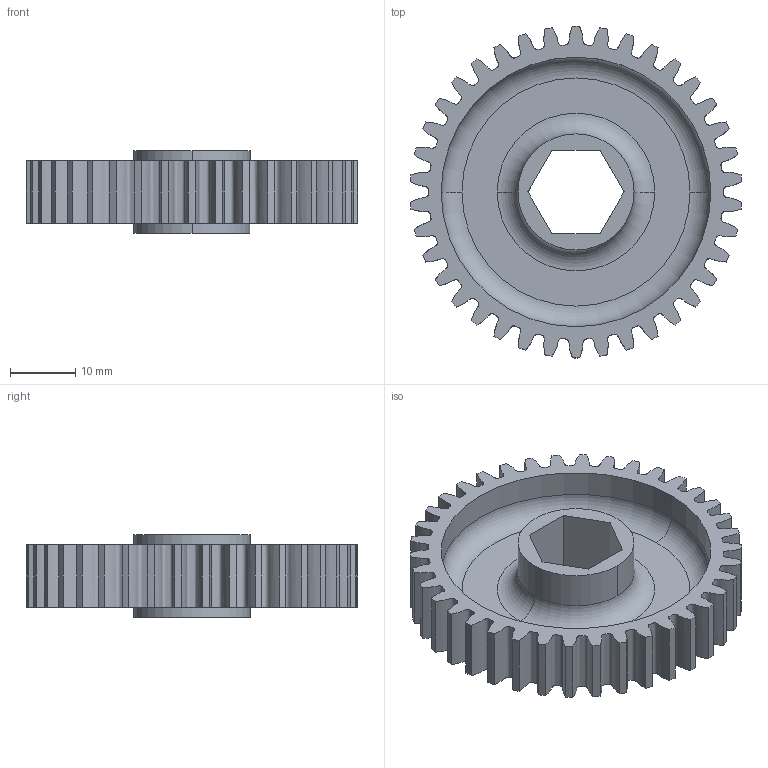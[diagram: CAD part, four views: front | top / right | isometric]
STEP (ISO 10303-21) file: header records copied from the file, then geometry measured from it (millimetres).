
FILE_DESCRIPTION (( 'STEP AP214' ), '1' );
FILE_NAME ('WCP-0556 Rev1.step', '2022-12-20T22:45:49', ( '' ), ( '' ), 'SwSTEP 2.0', 'SolidWorks 2020', '' );
FILE_SCHEMA (( 'AUTOMOTIVE_DESIGN' ));
Length unit declared in the file: inch
Products named in the file (1): WCP-0556 Rev1
Bounding box: 50.71 x 50.8 x 12.65 mm (x, y, z)
Volume: 9355.5 mm3; surface area: 8095.5 mm2
Topology: 1 solids, 1 shells, 100 faces, 286 edges, 190 vertices
Faces by surface type: cylinder 45, bspline 38, plane 13, torus 4
Entity records: 14966 total; most frequent: CARTESIAN_POINT 12471, ORIENTED_EDGE 572, DIRECTION 436, EDGE_CURVE 286, VERTEX_POINT 190, AXIS2_PLACEMENT_3D 163, LINE 110, VECTOR 110
